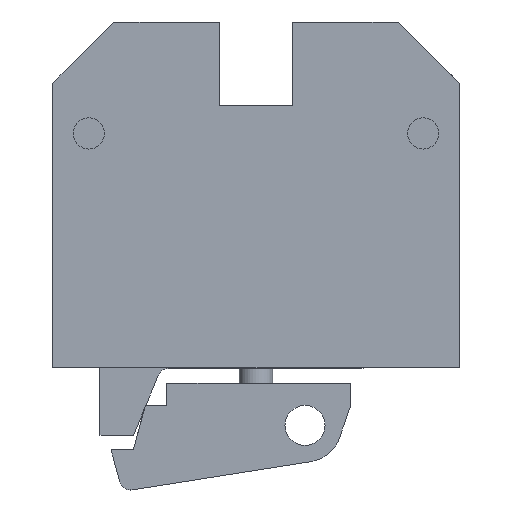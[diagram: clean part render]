
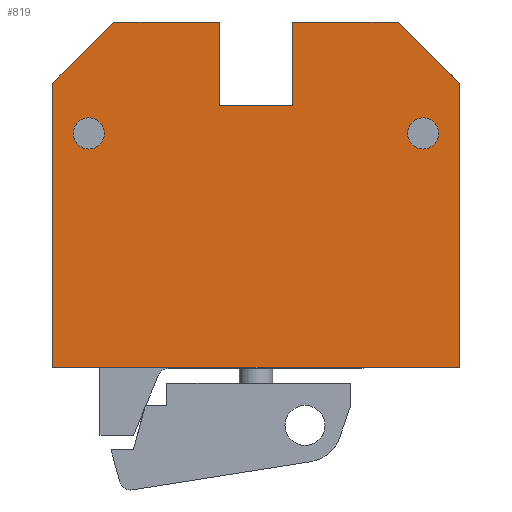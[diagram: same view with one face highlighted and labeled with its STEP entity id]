
A CAD part, left-side view. The second image highlights one B-rep face of the part: STEP entity #819.
In plain terms, the highlighted planar face has unit normal (-1, 0, 0).
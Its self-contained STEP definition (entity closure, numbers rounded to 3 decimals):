
#699=AXIS2_PLACEMENT_3D('Plane Axis2P3D',#696,#697,#698) ;
#785=AXIS2_PLACEMENT_3D('Circle Axis2P3D',#783,#784,$) ;
#794=AXIS2_PLACEMENT_3D('Circle Axis2P3D',#792,#793,$) ;
#803=AXIS2_PLACEMENT_3D('Circle Axis2P3D',#801,#802,$) ;
#812=AXIS2_PLACEMENT_3D('Circle Axis2P3D',#810,#811,$) ;
#190=CARTESIAN_POINT('Vertex',(0.,5.5,42.)) ;
#193=CARTESIAN_POINT('Line Origine',(0.,2.75,39.25)) ;
#197=CARTESIAN_POINT('Vertex',(0.,0.,36.5)) ;
#678=CARTESIAN_POINT('Vertex',(0.,14.95,42.)) ;
#681=CARTESIAN_POINT('Line Origine',(0.,10.225,42.)) ;
#696=CARTESIAN_POINT('Axis2P3D Location',(0.,8.95,16.5)) ;
#701=CARTESIAN_POINT('Line Origine',(0.,31.514,41.486)) ;
#705=CARTESIAN_POINT('Vertex',(0.,32.028,40.971)) ;
#707=CARTESIAN_POINT('Vertex',(0.,31.,42.)) ;
#710=CARTESIAN_POINT('Line Origine',(0.,33.749,39.25)) ;
#714=CARTESIAN_POINT('Vertex',(0.,35.471,37.528)) ;
#717=CARTESIAN_POINT('Line Origine',(0.,35.986,37.014)) ;
#721=CARTESIAN_POINT('Vertex',(0.,36.5,36.5)) ;
#724=CARTESIAN_POINT('Line Origine',(0.,36.5,23.75)) ;
#728=CARTESIAN_POINT('Vertex',(0.,36.5,11.)) ;
#731=CARTESIAN_POINT('Line Origine',(0.,18.25,11.)) ;
#735=CARTESIAN_POINT('Vertex',(0.,0.,11.)) ;
#738=CARTESIAN_POINT('Line Origine',(0.,0.,23.75)) ;
#743=CARTESIAN_POINT('Line Origine',(0.,14.95,38.25)) ;
#747=CARTESIAN_POINT('Vertex',(0.,14.95,34.5)) ;
#750=CARTESIAN_POINT('Line Origine',(0.,18.25,34.5)) ;
#754=CARTESIAN_POINT('Vertex',(0.,21.55,34.5)) ;
#757=CARTESIAN_POINT('Line Origine',(0.,21.55,38.25)) ;
#761=CARTESIAN_POINT('Vertex',(0.,21.55,42.)) ;
#764=CARTESIAN_POINT('Line Origine',(0.,26.275,42.)) ;
#783=CARTESIAN_POINT('Axis2P3D Location',(0.,33.25,32.)) ;
#787=CARTESIAN_POINT('Vertex',(0.,33.25,30.6)) ;
#789=CARTESIAN_POINT('Vertex',(0.,33.25,33.4)) ;
#792=CARTESIAN_POINT('Axis2P3D Location',(0.,33.25,32.)) ;
#801=CARTESIAN_POINT('Axis2P3D Location',(0.,3.25,32.)) ;
#805=CARTESIAN_POINT('Vertex',(0.,3.25,30.6)) ;
#807=CARTESIAN_POINT('Vertex',(0.,3.25,33.4)) ;
#810=CARTESIAN_POINT('Axis2P3D Location',(0.,3.25,32.)) ;
#194=DIRECTION('Vector Direction',(0.,-0.707,-0.707)) ;
#682=DIRECTION('Vector Direction',(0.,-1.,0.)) ;
#697=DIRECTION('Axis2P3D Direction',(1.,0.,0.)) ;
#698=DIRECTION('Axis2P3D XDirection',(0.,0.,-1.)) ;
#702=DIRECTION('Vector Direction',(0.,-0.707,0.707)) ;
#711=DIRECTION('Vector Direction',(0.,-0.707,0.707)) ;
#718=DIRECTION('Vector Direction',(0.,-0.707,0.707)) ;
#725=DIRECTION('Vector Direction',(0.,0.,1.)) ;
#732=DIRECTION('Vector Direction',(0.,1.,0.)) ;
#739=DIRECTION('Vector Direction',(0.,0.,-1.)) ;
#744=DIRECTION('Vector Direction',(0.,0.,1.)) ;
#751=DIRECTION('Vector Direction',(0.,-1.,0.)) ;
#758=DIRECTION('Vector Direction',(0.,0.,-1.)) ;
#765=DIRECTION('Vector Direction',(0.,-1.,0.)) ;
#784=DIRECTION('Axis2P3D Direction',(1.,0.,0.)) ;
#793=DIRECTION('Axis2P3D Direction',(1.,0.,0.)) ;
#802=DIRECTION('Axis2P3D Direction',(1.,0.,0.)) ;
#811=DIRECTION('Axis2P3D Direction',(1.,0.,0.)) ;
#195=VECTOR('Line Direction',#194,1.) ;
#683=VECTOR('Line Direction',#682,1.) ;
#703=VECTOR('Line Direction',#702,1.) ;
#712=VECTOR('Line Direction',#711,1.) ;
#719=VECTOR('Line Direction',#718,1.) ;
#726=VECTOR('Line Direction',#725,1.) ;
#733=VECTOR('Line Direction',#732,1.) ;
#740=VECTOR('Line Direction',#739,1.) ;
#745=VECTOR('Line Direction',#744,1.) ;
#752=VECTOR('Line Direction',#751,1.) ;
#759=VECTOR('Line Direction',#758,1.) ;
#766=VECTOR('Line Direction',#765,1.) ;
#770=ORIENTED_EDGE('',*,*,#709,.F.) ;
#771=ORIENTED_EDGE('',*,*,#716,.F.) ;
#772=ORIENTED_EDGE('',*,*,#723,.F.) ;
#773=ORIENTED_EDGE('',*,*,#730,.F.) ;
#774=ORIENTED_EDGE('',*,*,#737,.F.) ;
#775=ORIENTED_EDGE('',*,*,#742,.F.) ;
#776=ORIENTED_EDGE('',*,*,#199,.F.) ;
#777=ORIENTED_EDGE('',*,*,#685,.F.) ;
#778=ORIENTED_EDGE('',*,*,#749,.F.) ;
#779=ORIENTED_EDGE('',*,*,#756,.F.) ;
#780=ORIENTED_EDGE('',*,*,#763,.F.) ;
#781=ORIENTED_EDGE('',*,*,#768,.F.) ;
#798=ORIENTED_EDGE('',*,*,#791,.T.) ;
#799=ORIENTED_EDGE('',*,*,#796,.T.) ;
#816=ORIENTED_EDGE('',*,*,#809,.T.) ;
#817=ORIENTED_EDGE('',*,*,#814,.T.) ;
#800=FACE_BOUND('',#797,.T.) ;
#818=FACE_BOUND('',#815,.T.) ;
#819=ADVANCED_FACE('V1',(#782,#800,#818),#700,.F.) ;
#786=CIRCLE('generated circle',#785,1.4) ;
#795=CIRCLE('generated circle',#794,1.4) ;
#804=CIRCLE('generated circle',#803,1.4) ;
#813=CIRCLE('generated circle',#812,1.4) ;
#199=EDGE_CURVE('',#191,#198,#196,.T.) ;
#685=EDGE_CURVE('',#679,#191,#684,.T.) ;
#709=EDGE_CURVE('',#706,#708,#704,.T.) ;
#716=EDGE_CURVE('',#715,#706,#713,.T.) ;
#723=EDGE_CURVE('',#722,#715,#720,.T.) ;
#730=EDGE_CURVE('',#729,#722,#727,.T.) ;
#737=EDGE_CURVE('',#736,#729,#734,.T.) ;
#742=EDGE_CURVE('',#198,#736,#741,.T.) ;
#749=EDGE_CURVE('',#748,#679,#746,.T.) ;
#756=EDGE_CURVE('',#755,#748,#753,.T.) ;
#763=EDGE_CURVE('',#762,#755,#760,.T.) ;
#768=EDGE_CURVE('',#708,#762,#767,.T.) ;
#791=EDGE_CURVE('',#788,#790,#786,.T.) ;
#796=EDGE_CURVE('',#790,#788,#795,.T.) ;
#809=EDGE_CURVE('',#806,#808,#804,.T.) ;
#814=EDGE_CURVE('',#808,#806,#813,.T.) ;
#769=EDGE_LOOP('',(#770,#771,#772,#773,#774,#775,#776,#777,#778,#779,#780,#781)) ;
#797=EDGE_LOOP('',(#798,#799)) ;
#815=EDGE_LOOP('',(#816,#817)) ;
#782=FACE_OUTER_BOUND('',#769,.T.) ;
#196=LINE('Line',#193,#195) ;
#684=LINE('Line',#681,#683) ;
#704=LINE('Line',#701,#703) ;
#713=LINE('Line',#710,#712) ;
#720=LINE('Line',#717,#719) ;
#727=LINE('Line',#724,#726) ;
#734=LINE('Line',#731,#733) ;
#741=LINE('Line',#738,#740) ;
#746=LINE('Line',#743,#745) ;
#753=LINE('Line',#750,#752) ;
#760=LINE('Line',#757,#759) ;
#767=LINE('Line',#764,#766) ;
#700=PLANE('',#699) ;
#191=VERTEX_POINT('',#190) ;
#198=VERTEX_POINT('',#197) ;
#679=VERTEX_POINT('',#678) ;
#706=VERTEX_POINT('',#705) ;
#708=VERTEX_POINT('',#707) ;
#715=VERTEX_POINT('',#714) ;
#722=VERTEX_POINT('',#721) ;
#729=VERTEX_POINT('',#728) ;
#736=VERTEX_POINT('',#735) ;
#748=VERTEX_POINT('',#747) ;
#755=VERTEX_POINT('',#754) ;
#762=VERTEX_POINT('',#761) ;
#788=VERTEX_POINT('',#787) ;
#790=VERTEX_POINT('',#789) ;
#806=VERTEX_POINT('',#805) ;
#808=VERTEX_POINT('',#807) ;
